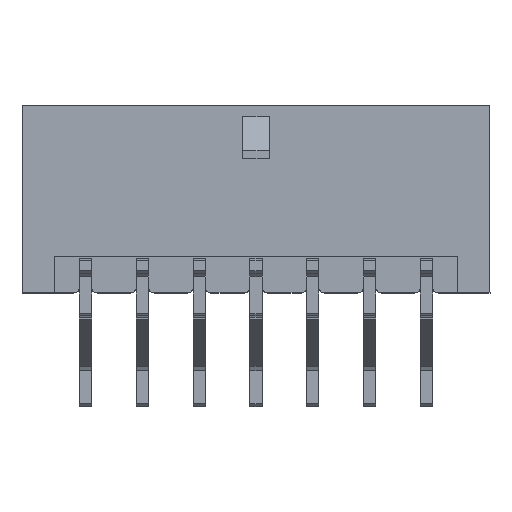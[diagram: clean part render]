
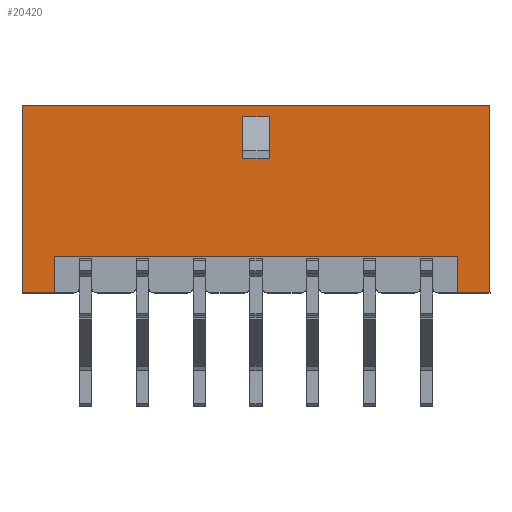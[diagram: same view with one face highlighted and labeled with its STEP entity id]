
A CAD part, top view. The second image highlights one B-rep face of the part: STEP entity #20420.
In plain terms, the highlighted face is planar.
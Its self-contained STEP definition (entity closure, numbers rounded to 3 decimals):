
#2010=ORIENTED_EDGE('',*,*,#5407,.T.);
#2011=ORIENTED_EDGE('',*,*,#5412,.T.);
#2012=ORIENTED_EDGE('',*,*,#5754,.F.);
#2013=ORIENTED_EDGE('',*,*,#5716,.T.);
#2014=ORIENTED_EDGE('',*,*,#5724,.T.);
#2015=ORIENTED_EDGE('',*,*,#5708,.F.);
#2016=ORIENTED_EDGE('',*,*,#5753,.F.);
#2017=ORIENTED_EDGE('',*,*,#5410,.T.);
#2018=ORIENTED_EDGE('',*,*,#5425,.F.);
#2019=ORIENTED_EDGE('',*,*,#5418,.F.);
#2020=ORIENTED_EDGE('',*,*,#5422,.T.);
#2021=ORIENTED_EDGE('',*,*,#5414,.T.);
#5407=EDGE_CURVE('',#7454,#7455,#8922,.T.);
#5410=EDGE_CURVE('',#7456,#7454,#8925,.T.);
#5412=EDGE_CURVE('',#7455,#7457,#8927,.T.);
#5414=EDGE_CURVE('',#7458,#7459,#8929,.T.);
#5418=EDGE_CURVE('',#7462,#7463,#8933,.T.);
#5422=EDGE_CURVE('',#7462,#7458,#8937,.T.);
#5425=EDGE_CURVE('',#7463,#7459,#8940,.T.);
#5708=EDGE_CURVE('',#7654,#7655,#9209,.T.);
#5716=EDGE_CURVE('',#7660,#7659,#9217,.T.);
#5724=EDGE_CURVE('',#7659,#7655,#9225,.T.);
#5753=EDGE_CURVE('',#7456,#7654,#9254,.T.);
#5754=EDGE_CURVE('',#7660,#7457,#9255,.T.);
#7454=VERTEX_POINT('',#27481);
#7455=VERTEX_POINT('',#27482);
#7456=VERTEX_POINT('',#27487);
#7457=VERTEX_POINT('',#27491);
#7458=VERTEX_POINT('',#27495);
#7459=VERTEX_POINT('',#27496);
#7462=VERTEX_POINT('',#27504);
#7463=VERTEX_POINT('',#27505);
#7654=VERTEX_POINT('',#28069);
#7655=VERTEX_POINT('',#28071);
#7659=VERTEX_POINT('',#28083);
#7660=VERTEX_POINT('',#28085);
#8922=LINE('',#27480,#10925);
#8925=LINE('',#27486,#10928);
#8927=LINE('',#27490,#10930);
#8929=LINE('',#27494,#10932);
#8933=LINE('',#27503,#10936);
#8937=LINE('',#27512,#10940);
#8940=LINE('',#27517,#10943);
#9209=LINE('',#28070,#11212);
#9217=LINE('',#28084,#11220);
#9225=LINE('',#28097,#11228);
#9254=LINE('',#28145,#11257);
#9255=LINE('',#28147,#11258);
#10925=VECTOR('',#23115,1000.);
#10928=VECTOR('',#23120,1000.);
#10930=VECTOR('',#23124,1000.);
#10932=VECTOR('',#23128,1000.);
#10936=VECTOR('',#23134,1000.);
#10940=VECTOR('',#23140,1000.);
#10943=VECTOR('',#23147,1000.);
#11212=VECTOR('',#23606,1000.);
#11220=VECTOR('',#23616,1000.);
#11228=VECTOR('',#23626,1000.);
#11257=VECTOR('',#23683,1000.);
#11258=VECTOR('',#23686,1000.);
#12507=EDGE_LOOP('',(#2010,#2011,#2012,#2013,#2014,#2015,#2016,#2017));
#12508=EDGE_LOOP('',(#2018,#2019,#2020,#2021));
#13334=FACE_BOUND('',#12507,.T.);
#13335=FACE_BOUND('',#12508,.T.);
#14099=PLANE('',#21293);
#20420=ADVANCED_FACE('',(#13334,#13335),#14099,.T.);
#21293=AXIS2_PLACEMENT_3D('',#28146,#23684,#23685);
#23115=DIRECTION('',(1.,0.,0.));
#23120=DIRECTION('',(0.,0.,1.));
#23124=DIRECTION('',(0.,0.,-1.));
#23128=DIRECTION('',(0.,0.,1.));
#23134=DIRECTION('',(0.,0.,1.));
#23140=DIRECTION('',(-1.,0.,0.));
#23147=DIRECTION('',(-1.,0.,0.));
#23606=DIRECTION('',(0.,0.,1.));
#23616=DIRECTION('',(0.,0.,1.));
#23626=DIRECTION('',(-1.,0.,0.));
#23683=DIRECTION('',(-1.,0.,0.));
#23684=DIRECTION('',(0.,-1.,0.));
#23685=DIRECTION('',(0.,0.,-1.));
#23686=DIRECTION('',(-1.,0.,0.));
#27480=CARTESIAN_POINT('',(-10.65,-3.43,-3.05));
#27481=CARTESIAN_POINT('',(-10.65,-3.43,-3.05));
#27482=CARTESIAN_POINT('',(10.65,-3.43,-3.05));
#27486=CARTESIAN_POINT('',(-10.65,-3.43,-4.95));
#27487=CARTESIAN_POINT('',(-10.65,-3.43,-4.95));
#27490=CARTESIAN_POINT('',(10.65,-3.43,-3.05));
#27491=CARTESIAN_POINT('',(10.65,-3.43,-4.95));
#27494=CARTESIAN_POINT('',(-0.7,-3.43,2.15));
#27495=CARTESIAN_POINT('',(-0.7,-3.43,2.15));
#27496=CARTESIAN_POINT('',(-0.7,-3.43,4.35));
#27503=CARTESIAN_POINT('',(0.7,-3.43,2.15));
#27504=CARTESIAN_POINT('',(0.7,-3.43,2.15));
#27505=CARTESIAN_POINT('',(0.7,-3.43,4.35));
#27512=CARTESIAN_POINT('',(0.7,-3.43,2.15));
#27517=CARTESIAN_POINT('',(0.7,-3.43,4.35));
#28069=CARTESIAN_POINT('',(-12.35,-3.43,-4.95));
#28070=CARTESIAN_POINT('',(-12.35,-3.43,-4.95));
#28071=CARTESIAN_POINT('',(-12.35,-3.43,4.95));
#28083=CARTESIAN_POINT('',(12.35,-3.43,4.95));
#28084=CARTESIAN_POINT('',(12.35,-3.43,-4.95));
#28085=CARTESIAN_POINT('',(12.35,-3.43,-4.95));
#28097=CARTESIAN_POINT('',(12.35,-3.43,4.95));
#28145=CARTESIAN_POINT('',(12.35,-3.43,-4.95));
#28146=CARTESIAN_POINT('',(12.35,-3.43,-4.95));
#28147=CARTESIAN_POINT('',(12.35,-3.43,-4.95));
